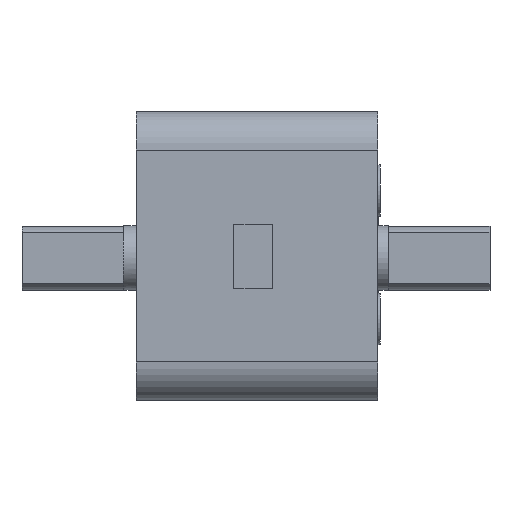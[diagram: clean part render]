
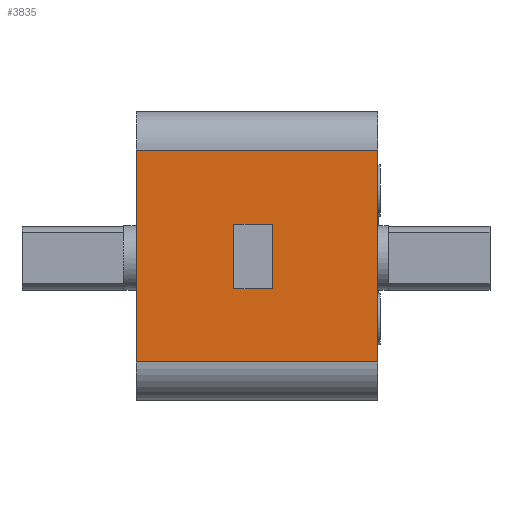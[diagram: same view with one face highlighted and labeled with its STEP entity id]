
A CAD part, front view. The second image highlights one B-rep face of the part: STEP entity #3835.
In plain terms, the highlighted planar face has unit normal (0, -1, 0).
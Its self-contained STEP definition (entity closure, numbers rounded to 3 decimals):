
#613 = PLANE('',#614);
#614 = AXIS2_PLACEMENT_3D('',#615,#616,#617);
#615 = CARTESIAN_POINT('',(18.8,0.,0.));
#616 = DIRECTION('',(-1.,0.,0.));
#617 = DIRECTION('',(0.,1.,0.));
#1756 = VERTEX_POINT('',#1757);
#1757 = CARTESIAN_POINT('',(18.8,0.,3.));
#1776 = CYLINDRICAL_SURFACE('',#1777,3.);
#1777 = AXIS2_PLACEMENT_3D('',#1778,#1779,#1780);
#1778 = CARTESIAN_POINT('',(0.,3.,3.));
#1779 = DIRECTION('',(1.,0.,0.));
#1780 = DIRECTION('',(0.,-1.,0.));
#1788 = EDGE_CURVE('',#1756,#1789,#1791,.T.);
#1789 = VERTEX_POINT('',#1790);
#1790 = CARTESIAN_POINT('',(18.8,0.,19.5));
#1791 = SURFACE_CURVE('',#1792,(#1796,#1803),.PCURVE_S1.);
#1792 = LINE('',#1793,#1794);
#1793 = CARTESIAN_POINT('',(18.8,0.,0.));
#1794 = VECTOR('',#1795,1.);
#1795 = DIRECTION('',(0.,0.,1.));
#1796 = PCURVE('',#613,#1797);
#1797 = DEFINITIONAL_REPRESENTATION('',(#1798),#1802);
#1798 = LINE('',#1799,#1800);
#1799 = CARTESIAN_POINT('',(0.,0.));
#1800 = VECTOR('',#1801,1.);
#1801 = DIRECTION('',(0.,-1.));
#1802 = ( GEOMETRIC_REPRESENTATION_CONTEXT(2) 
PARAMETRIC_REPRESENTATION_CONTEXT() REPRESENTATION_CONTEXT('2D SPACE',''
  ) );
#1803 = PCURVE('',#1804,#1809);
#1804 = PLANE('',#1805);
#1805 = AXIS2_PLACEMENT_3D('',#1806,#1807,#1808);
#1806 = CARTESIAN_POINT('',(0.,0.,0.));
#1807 = DIRECTION('',(0.,1.,0.));
#1808 = DIRECTION('',(1.,0.,0.));
#1809 = DEFINITIONAL_REPRESENTATION('',(#1810),#1814);
#1810 = LINE('',#1811,#1812);
#1811 = CARTESIAN_POINT('',(18.8,0.));
#1812 = VECTOR('',#1813,1.);
#1813 = DIRECTION('',(0.,-1.));
#1814 = ( GEOMETRIC_REPRESENTATION_CONTEXT(2) 
PARAMETRIC_REPRESENTATION_CONTEXT() REPRESENTATION_CONTEXT('2D SPACE',''
  ) );
#1833 = CYLINDRICAL_SURFACE('',#1834,3.);
#1834 = AXIS2_PLACEMENT_3D('',#1835,#1836,#1837);
#1835 = CARTESIAN_POINT('',(0.,3.,19.5));
#1836 = DIRECTION('',(1.,0.,0.));
#1837 = DIRECTION('',(0.,-1.,0.));
#2166 = PLANE('',#2167);
#2167 = AXIS2_PLACEMENT_3D('',#2168,#2169,#2170);
#2168 = CARTESIAN_POINT('',(0.,37.,0.));
#2169 = DIRECTION('',(1.,0.,0.));
#2170 = DIRECTION('',(0.,-1.,0.));
#3786 = VERTEX_POINT('',#3787);
#3787 = CARTESIAN_POINT('',(0.,0.,19.5));
#3815 = EDGE_CURVE('',#3786,#1789,#3816,.T.);
#3816 = SURFACE_CURVE('',#3817,(#3821,#3828),.PCURVE_S1.);
#3817 = LINE('',#3818,#3819);
#3818 = CARTESIAN_POINT('',(0.,0.,19.5));
#3819 = VECTOR('',#3820,1.);
#3820 = DIRECTION('',(1.,0.,0.));
#3821 = PCURVE('',#1833,#3822);
#3822 = DEFINITIONAL_REPRESENTATION('',(#3823),#3827);
#3823 = LINE('',#3824,#3825);
#3824 = CARTESIAN_POINT('',(0.,0.));
#3825 = VECTOR('',#3826,1.);
#3826 = DIRECTION('',(0.,1.));
#3827 = ( GEOMETRIC_REPRESENTATION_CONTEXT(2) 
PARAMETRIC_REPRESENTATION_CONTEXT() REPRESENTATION_CONTEXT('2D SPACE',''
  ) );
#3828 = PCURVE('',#1804,#3829);
#3829 = DEFINITIONAL_REPRESENTATION('',(#3830),#3834);
#3830 = LINE('',#3831,#3832);
#3831 = CARTESIAN_POINT('',(0.,-19.5));
#3832 = VECTOR('',#3833,1.);
#3833 = DIRECTION('',(1.,0.));
#3834 = ( GEOMETRIC_REPRESENTATION_CONTEXT(2) 
PARAMETRIC_REPRESENTATION_CONTEXT() REPRESENTATION_CONTEXT('2D SPACE',''
  ) );
#3835 = ADVANCED_FACE('',(#3836),#1804,.F.);
#3836 = FACE_BOUND('',#3837,.F.);
#3837 = EDGE_LOOP('',(#3838,#3861,#3862,#3863));
#3838 = ORIENTED_EDGE('',*,*,#3839,.T.);
#3839 = EDGE_CURVE('',#3840,#3786,#3842,.T.);
#3840 = VERTEX_POINT('',#3841);
#3841 = CARTESIAN_POINT('',(0.,0.,3.));
#3842 = SURFACE_CURVE('',#3843,(#3847,#3854),.PCURVE_S1.);
#3843 = LINE('',#3844,#3845);
#3844 = CARTESIAN_POINT('',(0.,0.,0.));
#3845 = VECTOR('',#3846,1.);
#3846 = DIRECTION('',(0.,0.,1.));
#3847 = PCURVE('',#1804,#3848);
#3848 = DEFINITIONAL_REPRESENTATION('',(#3849),#3853);
#3849 = LINE('',#3850,#3851);
#3850 = CARTESIAN_POINT('',(0.,0.));
#3851 = VECTOR('',#3852,1.);
#3852 = DIRECTION('',(0.,-1.));
#3853 = ( GEOMETRIC_REPRESENTATION_CONTEXT(2) 
PARAMETRIC_REPRESENTATION_CONTEXT() REPRESENTATION_CONTEXT('2D SPACE',''
  ) );
#3854 = PCURVE('',#2166,#3855);
#3855 = DEFINITIONAL_REPRESENTATION('',(#3856),#3860);
#3856 = LINE('',#3857,#3858);
#3857 = CARTESIAN_POINT('',(37.,0.));
#3858 = VECTOR('',#3859,1.);
#3859 = DIRECTION('',(0.,-1.));
#3860 = ( GEOMETRIC_REPRESENTATION_CONTEXT(2) 
PARAMETRIC_REPRESENTATION_CONTEXT() REPRESENTATION_CONTEXT('2D SPACE',''
  ) );
#3861 = ORIENTED_EDGE('',*,*,#3815,.T.);
#3862 = ORIENTED_EDGE('',*,*,#1788,.F.);
#3863 = ORIENTED_EDGE('',*,*,#3864,.F.);
#3864 = EDGE_CURVE('',#3840,#1756,#3865,.T.);
#3865 = SURFACE_CURVE('',#3866,(#3870,#3877),.PCURVE_S1.);
#3866 = LINE('',#3867,#3868);
#3867 = CARTESIAN_POINT('',(0.,0.,3.));
#3868 = VECTOR('',#3869,1.);
#3869 = DIRECTION('',(1.,0.,0.));
#3870 = PCURVE('',#1804,#3871);
#3871 = DEFINITIONAL_REPRESENTATION('',(#3872),#3876);
#3872 = LINE('',#3873,#3874);
#3873 = CARTESIAN_POINT('',(0.,-3.));
#3874 = VECTOR('',#3875,1.);
#3875 = DIRECTION('',(1.,0.));
#3876 = ( GEOMETRIC_REPRESENTATION_CONTEXT(2) 
PARAMETRIC_REPRESENTATION_CONTEXT() REPRESENTATION_CONTEXT('2D SPACE',''
  ) );
#3877 = PCURVE('',#1776,#3878);
#3878 = DEFINITIONAL_REPRESENTATION('',(#3879),#3883);
#3879 = LINE('',#3880,#3881);
#3880 = CARTESIAN_POINT('',(0.,0.));
#3881 = VECTOR('',#3882,1.);
#3882 = DIRECTION('',(0.,1.));
#3883 = ( GEOMETRIC_REPRESENTATION_CONTEXT(2) 
PARAMETRIC_REPRESENTATION_CONTEXT() REPRESENTATION_CONTEXT('2D SPACE',''
  ) );
